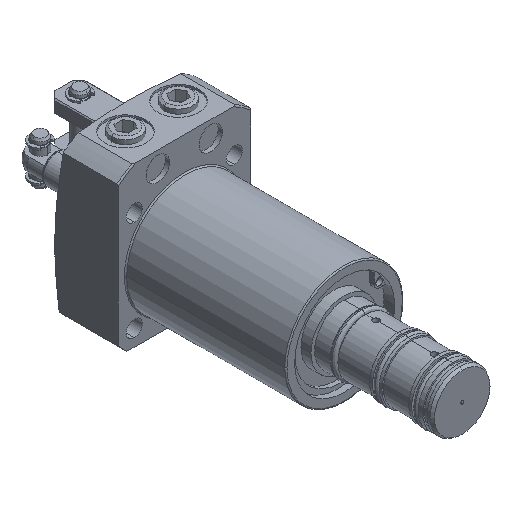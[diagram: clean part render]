
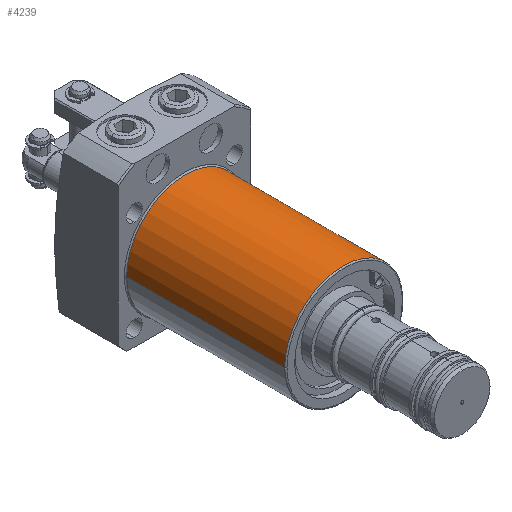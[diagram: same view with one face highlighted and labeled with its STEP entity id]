
A CAD part, isometric view. The second image highlights one B-rep face of the part: STEP entity #4239.
In plain terms, the highlighted cylindrical face has radius 20 mm (diameter 40 mm), a partial arc.
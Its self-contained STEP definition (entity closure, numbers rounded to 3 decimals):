
#230 = EDGE_LOOP ( 'NONE', ( #9929, #9928, #9927, #9925 ) ) ;
#1857 = CARTESIAN_POINT ( 'NONE',  ( -20., -24.6, 0. ) ) ;
#1861 = CARTESIAN_POINT ( 'NONE',  ( -20., -78.3, 0. ) ) ;
#1888 = CARTESIAN_POINT ( 'NONE',  ( 20., -24.6, 0. ) ) ;
#1927 = CARTESIAN_POINT ( 'NONE',  ( 20., -78.3, 0. ) ) ;
#2560 = DIRECTION ( 'NONE',  ( 0., 1., 0. ) ) ;
#2564 = CARTESIAN_POINT ( 'NONE',  ( 20., 0., 0. ) ) ;
#2568 = DIRECTION ( 'NONE',  ( 0., 1., 0. ) ) ;
#2569 = CARTESIAN_POINT ( 'NONE',  ( -20., 0., 0. ) ) ;
#2732 = CARTESIAN_POINT ( 'NONE',  ( 0., -24.6, 0. ) ) ;
#2733 = DIRECTION ( 'NONE',  ( 0., -1., 0. ) ) ;
#2734 = DIRECTION ( 'NONE',  ( -1., 0., 0. ) ) ;
#4239 = ADVANCED_FACE ( 'NONE', ( #10269 ), #10282, .T. ) ;
#4393 = AXIS2_PLACEMENT_3D ( 'NONE', #7751, #7752, #7755 ) ;
#4538 = AXIS2_PLACEMENT_3D ( 'NONE', #5392, #5396, #5401 ) ;
#4578 = AXIS2_PLACEMENT_3D ( 'NONE', #2732, #2733, #2734 ) ;
#5392 = CARTESIAN_POINT ( 'NONE',  ( 0., -78.3, 0. ) ) ;
#5396 = DIRECTION ( 'NONE',  ( 0., 1., 0. ) ) ;
#5401 = DIRECTION ( 'NONE',  ( -1., 0., 0. ) ) ;
#7751 = CARTESIAN_POINT ( 'NONE',  ( 0., 0., 0. ) ) ;
#7752 = DIRECTION ( 'NONE',  ( 0., 1., 0. ) ) ;
#7755 = DIRECTION ( 'NONE',  ( -1., 0., 0. ) ) ;
#8059 = EDGE_CURVE ( 'NONE', #12332, #12398, #10646, .T. ) ;
#8105 = EDGE_CURVE ( 'NONE', #12398, #12359, #10713, .T. ) ;
#8108 = EDGE_CURVE ( 'NONE', #12332, #12328, #10718, .T. ) ;
#8128 = EDGE_CURVE ( 'NONE', #12359, #12328, #10751, .T. ) ;
#9925 = ORIENTED_EDGE ( 'NONE', *, *, #8108, .F. ) ;
#9927 = ORIENTED_EDGE ( 'NONE', *, *, #8128, .T. ) ;
#9928 = ORIENTED_EDGE ( 'NONE', *, *, #8105, .T. ) ;
#9929 = ORIENTED_EDGE ( 'NONE', *, *, #8059, .T. ) ;
#10269 = FACE_OUTER_BOUND ( 'NONE', #230, .T. ) ;
#10282 = CYLINDRICAL_SURFACE ( 'NONE', #4393, 20. ) ;
#10646 = CIRCLE ( 'NONE', #4538, 20. ) ;
#10713 = LINE ( 'NONE', #2564, #10716 ) ;
#10716 = VECTOR ( 'NONE', #2560, 1000. ) ;
#10718 = LINE ( 'NONE', #2569, #10720 ) ;
#10720 = VECTOR ( 'NONE', #2568, 1000. ) ;
#10751 = CIRCLE ( 'NONE', #4578, 20. ) ;
#12328 = VERTEX_POINT ( 'NONE', #1857 ) ;
#12332 = VERTEX_POINT ( 'NONE', #1861 ) ;
#12359 = VERTEX_POINT ( 'NONE', #1888 ) ;
#12398 = VERTEX_POINT ( 'NONE', #1927 ) ;
